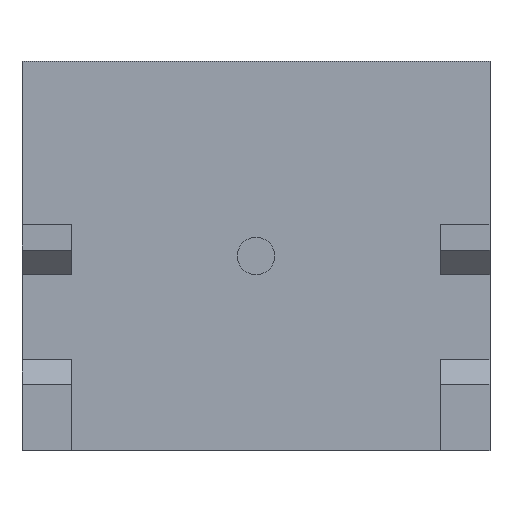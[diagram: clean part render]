
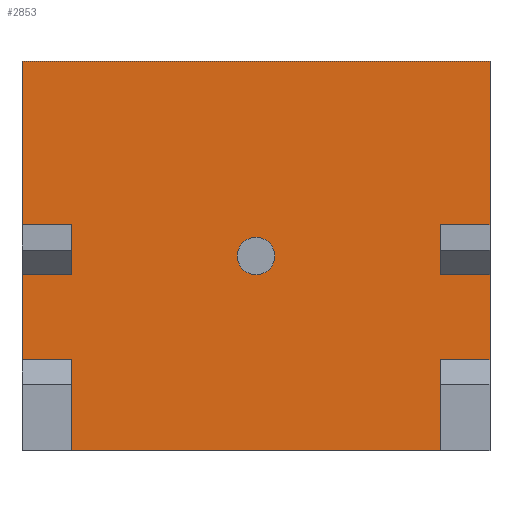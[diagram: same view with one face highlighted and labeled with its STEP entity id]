
A CAD part, left-side view. The second image highlights one B-rep face of the part: STEP entity #2853.
In plain terms, the highlighted planar face has unit normal (-1, 0, 0).
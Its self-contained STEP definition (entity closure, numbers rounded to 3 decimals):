
#2484 = VERTEX_POINT('',#2485);
#2485 = CARTESIAN_POINT('',(2.45,4.76,1.04));
#2491 = EDGE_CURVE('',#2484,#2492,#2494,.T.);
#2492 = VERTEX_POINT('',#2493);
#2493 = CARTESIAN_POINT('',(2.45,4.76,4.36));
#2494 = LINE('',#2495,#2496);
#2495 = CARTESIAN_POINT('',(2.45,4.76,1.04));
#2496 = VECTOR('',#2497,1.);
#2497 = DIRECTION('',(0.,0.,1.));
#2531 = VERTEX_POINT('',#2532);
#2532 = CARTESIAN_POINT('',(2.45,4.76,-1.71));
#2538 = EDGE_CURVE('',#2531,#2539,#2541,.T.);
#2539 = VERTEX_POINT('',#2540);
#2540 = CARTESIAN_POINT('',(2.45,4.76,0.02));
#2541 = LINE('',#2542,#2543);
#2542 = CARTESIAN_POINT('',(2.45,4.76,-1.71));
#2543 = VECTOR('',#2544,1.);
#2544 = DIRECTION('',(0.,0.,1.));
#2586 = VERTEX_POINT('',#2587);
#2587 = CARTESIAN_POINT('',(2.45,-3.76,-3.56));
#2593 = EDGE_CURVE('',#2586,#2594,#2596,.T.);
#2594 = VERTEX_POINT('',#2595);
#2595 = CARTESIAN_POINT('',(2.45,3.76,-3.56));
#2596 = LINE('',#2597,#2598);
#2597 = CARTESIAN_POINT('',(2.45,-3.76,-3.56));
#2598 = VECTOR('',#2599,1.);
#2599 = DIRECTION('',(0.,1.,0.));
#2626 = EDGE_CURVE('',#2492,#2627,#2629,.T.);
#2627 = VERTEX_POINT('',#2628);
#2628 = CARTESIAN_POINT('',(2.45,-4.76,4.36));
#2629 = LINE('',#2630,#2631);
#2630 = CARTESIAN_POINT('',(2.45,4.76,4.36));
#2631 = VECTOR('',#2632,1.);
#2632 = DIRECTION('',(0.,-1.,0.));
#2659 = EDGE_CURVE('',#2627,#2660,#2662,.T.);
#2660 = VERTEX_POINT('',#2661);
#2661 = CARTESIAN_POINT('',(2.45,-4.76,1.04));
#2662 = LINE('',#2663,#2664);
#2663 = CARTESIAN_POINT('',(2.45,-4.76,4.36));
#2664 = VECTOR('',#2665,1.);
#2665 = DIRECTION('',(0.,0.,-1.));
#2692 = VERTEX_POINT('',#2693);
#2693 = CARTESIAN_POINT('',(2.45,-4.76,0.02));
#2699 = EDGE_CURVE('',#2692,#2700,#2702,.T.);
#2700 = VERTEX_POINT('',#2701);
#2701 = CARTESIAN_POINT('',(2.45,-4.76,-1.71));
#2702 = LINE('',#2703,#2704);
#2703 = CARTESIAN_POINT('',(2.45,-4.76,0.02));
#2704 = VECTOR('',#2705,1.);
#2705 = DIRECTION('',(0.,0.,-1.));
#2810 = VERTEX_POINT('',#2811);
#2811 = CARTESIAN_POINT('',(2.45,3.76,1.04));
#2817 = EDGE_CURVE('',#2810,#2484,#2818,.T.);
#2818 = LINE('',#2819,#2820);
#2819 = CARTESIAN_POINT('',(2.45,3.76,1.04));
#2820 = VECTOR('',#2821,1.);
#2821 = DIRECTION('',(0.,1.,0.));
#2834 = EDGE_CURVE('',#2539,#2835,#2837,.T.);
#2835 = VERTEX_POINT('',#2836);
#2836 = CARTESIAN_POINT('',(2.45,3.76,0.02));
#2837 = LINE('',#2838,#2839);
#2838 = CARTESIAN_POINT('',(2.45,4.76,0.02));
#2839 = VECTOR('',#2840,1.);
#2840 = DIRECTION('',(0.,-1.,0.));
#2853 = ADVANCED_FACE('',(#2854,#2920),#2931,.F.);
#2854 = FACE_BOUND('',#2855,.F.);
#2855 = EDGE_LOOP('',(#2856,#2864,#2870,#2871,#2872,#2878,#2879,#2880,
    #2881,#2882,#2890,#2898,#2904,#2905,#2913,#2919));
#2856 = ORIENTED_EDGE('',*,*,#2857,.T.);
#2857 = EDGE_CURVE('',#2594,#2858,#2860,.T.);
#2858 = VERTEX_POINT('',#2859);
#2859 = CARTESIAN_POINT('',(2.45,3.76,-1.71));
#2860 = LINE('',#2861,#2862);
#2861 = CARTESIAN_POINT('',(2.45,3.76,-3.56));
#2862 = VECTOR('',#2863,1.);
#2863 = DIRECTION('',(0.,0.,1.));
#2864 = ORIENTED_EDGE('',*,*,#2865,.T.);
#2865 = EDGE_CURVE('',#2858,#2531,#2866,.T.);
#2866 = LINE('',#2867,#2868);
#2867 = CARTESIAN_POINT('',(2.45,3.76,-1.71));
#2868 = VECTOR('',#2869,1.);
#2869 = DIRECTION('',(0.,1.,0.));
#2870 = ORIENTED_EDGE('',*,*,#2538,.T.);
#2871 = ORIENTED_EDGE('',*,*,#2834,.T.);
#2872 = ORIENTED_EDGE('',*,*,#2873,.T.);
#2873 = EDGE_CURVE('',#2835,#2810,#2874,.T.);
#2874 = LINE('',#2875,#2876);
#2875 = CARTESIAN_POINT('',(2.45,3.76,0.02));
#2876 = VECTOR('',#2877,1.);
#2877 = DIRECTION('',(0.,0.,1.));
#2878 = ORIENTED_EDGE('',*,*,#2817,.T.);
#2879 = ORIENTED_EDGE('',*,*,#2491,.T.);
#2880 = ORIENTED_EDGE('',*,*,#2626,.T.);
#2881 = ORIENTED_EDGE('',*,*,#2659,.T.);
#2882 = ORIENTED_EDGE('',*,*,#2883,.T.);
#2883 = EDGE_CURVE('',#2660,#2884,#2886,.T.);
#2884 = VERTEX_POINT('',#2885);
#2885 = CARTESIAN_POINT('',(2.45,-3.76,1.04));
#2886 = LINE('',#2887,#2888);
#2887 = CARTESIAN_POINT('',(2.45,-4.76,1.04));
#2888 = VECTOR('',#2889,1.);
#2889 = DIRECTION('',(0.,1.,0.));
#2890 = ORIENTED_EDGE('',*,*,#2891,.T.);
#2891 = EDGE_CURVE('',#2884,#2892,#2894,.T.);
#2892 = VERTEX_POINT('',#2893);
#2893 = CARTESIAN_POINT('',(2.45,-3.76,0.02));
#2894 = LINE('',#2895,#2896);
#2895 = CARTESIAN_POINT('',(2.45,-3.76,1.04));
#2896 = VECTOR('',#2897,1.);
#2897 = DIRECTION('',(0.,0.,-1.));
#2898 = ORIENTED_EDGE('',*,*,#2899,.T.);
#2899 = EDGE_CURVE('',#2892,#2692,#2900,.T.);
#2900 = LINE('',#2901,#2902);
#2901 = CARTESIAN_POINT('',(2.45,-3.76,0.02));
#2902 = VECTOR('',#2903,1.);
#2903 = DIRECTION('',(0.,-1.,0.));
#2904 = ORIENTED_EDGE('',*,*,#2699,.T.);
#2905 = ORIENTED_EDGE('',*,*,#2906,.T.);
#2906 = EDGE_CURVE('',#2700,#2907,#2909,.T.);
#2907 = VERTEX_POINT('',#2908);
#2908 = CARTESIAN_POINT('',(2.45,-3.76,-1.71));
#2909 = LINE('',#2910,#2911);
#2910 = CARTESIAN_POINT('',(2.45,-4.76,-1.71));
#2911 = VECTOR('',#2912,1.);
#2912 = DIRECTION('',(0.,1.,0.));
#2913 = ORIENTED_EDGE('',*,*,#2914,.T.);
#2914 = EDGE_CURVE('',#2907,#2586,#2915,.T.);
#2915 = LINE('',#2916,#2917);
#2916 = CARTESIAN_POINT('',(2.45,-3.76,-1.71));
#2917 = VECTOR('',#2918,1.);
#2918 = DIRECTION('',(0.,0.,-1.));
#2919 = ORIENTED_EDGE('',*,*,#2593,.T.);
#2920 = FACE_BOUND('',#2921,.F.);
#2921 = EDGE_LOOP('',(#2922));
#2922 = ORIENTED_EDGE('',*,*,#2923,.T.);
#2923 = EDGE_CURVE('',#2924,#2924,#2926,.T.);
#2924 = VERTEX_POINT('',#2925);
#2925 = CARTESIAN_POINT('',(2.45,0.,0.78));
#2926 = CIRCLE('',#2927,0.38);
#2927 = AXIS2_PLACEMENT_3D('',#2928,#2929,#2930);
#2928 = CARTESIAN_POINT('',(2.45,0.,0.4));
#2929 = DIRECTION('',(-1.,0.,0.));
#2930 = DIRECTION('',(0.,0.,1.));
#2931 = PLANE('',#2932);
#2932 = AXIS2_PLACEMENT_3D('',#2933,#2934,#2935);
#2933 = CARTESIAN_POINT('',(2.45,0.,0.509));
#2934 = DIRECTION('',(1.,0.,0.));
#2935 = DIRECTION('',(0.,1.,0.));
